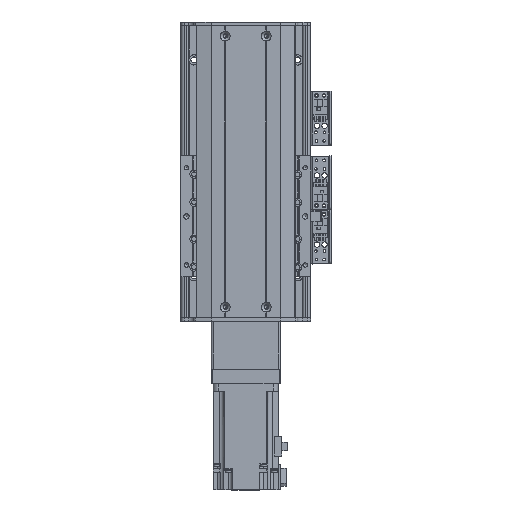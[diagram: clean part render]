
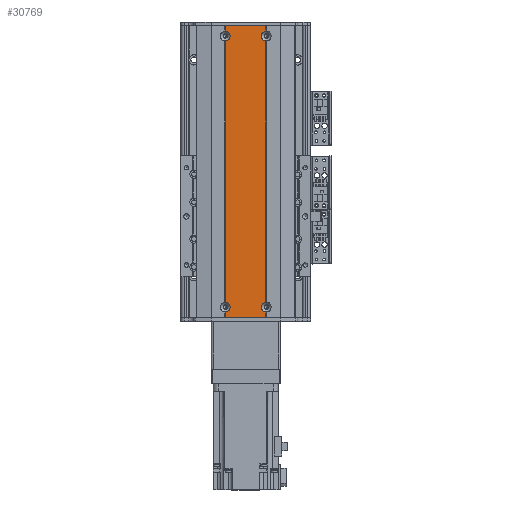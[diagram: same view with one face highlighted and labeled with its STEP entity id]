
A CAD part, top view. The second image highlights one B-rep face of the part: STEP entity #30769.
In plain terms, the highlighted face is planar.
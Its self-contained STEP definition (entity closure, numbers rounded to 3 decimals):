
#3318=CIRCLE('',#33924,4.55);
#3320=CIRCLE('',#33926,4.55);
#3323=CIRCLE('',#33931,4.55);
#3325=CIRCLE('',#33933,4.55);
#3331=CIRCLE('',#33941,4.55);
#3336=CIRCLE('',#33948,4.55);
#4970=FACE_OUTER_BOUND('',#6894,.T.);
#6894=EDGE_LOOP('',(#25415,#25416,#25417,#25418,#25419,#25420,#25421,#25422,
#25423,#25424,#25425,#25426,#25427,#25428));
#9088=LINE('',#51544,#11567);
#9091=LINE('',#51549,#11570);
#9094=LINE('',#51555,#11573);
#9096=LINE('',#51558,#11575);
#9129=LINE('',#51653,#11608);
#9200=LINE('',#51819,#11679);
#9201=LINE('',#51821,#11680);
#9202=LINE('',#51822,#11681);
#11567=VECTOR('',#40844,10.);
#11570=VECTOR('',#40849,10.);
#11573=VECTOR('',#40854,10.);
#11575=VECTOR('',#40858,10.);
#11608=VECTOR('',#40925,10.);
#11679=VECTOR('',#41106,10.);
#11680=VECTOR('',#41109,10.);
#11681=VECTOR('',#41110,10.);
#14402=VERTEX_POINT('',#51409);
#14403=VERTEX_POINT('',#51413);
#14405=VERTEX_POINT('',#51418);
#14411=VERTEX_POINT('',#51439);
#14412=VERTEX_POINT('',#51443);
#14414=VERTEX_POINT('',#51448);
#14419=VERTEX_POINT('',#51465);
#14425=VERTEX_POINT('',#51484);
#14428=VERTEX_POINT('',#51495);
#14434=VERTEX_POINT('',#51514);
#14442=VERTEX_POINT('',#51543);
#14443=VERTEX_POINT('',#51547);
#14445=VERTEX_POINT('',#51553);
#14490=VERTEX_POINT('',#51651);
#18181=EDGE_CURVE('',#14403,#14402,#3318,.T.);
#18184=EDGE_CURVE('',#14405,#14403,#3320,.T.);
#18192=EDGE_CURVE('',#14412,#14411,#3323,.T.);
#18195=EDGE_CURVE('',#14414,#14412,#3325,.T.);
#18209=EDGE_CURVE('',#14419,#14425,#3331,.T.);
#18220=EDGE_CURVE('',#14428,#14434,#3336,.T.);
#18233=EDGE_CURVE('',#14405,#14442,#9088,.T.);
#18236=EDGE_CURVE('',#14443,#14411,#9091,.T.);
#18239=EDGE_CURVE('',#14434,#14445,#9094,.T.);
#18241=EDGE_CURVE('',#14425,#14428,#9096,.T.);
#18288=EDGE_CURVE('',#14490,#14443,#9129,.T.);
#18372=EDGE_CURVE('',#14490,#14419,#9200,.T.);
#18373=EDGE_CURVE('',#14414,#14402,#9201,.T.);
#18374=EDGE_CURVE('',#14442,#14445,#9202,.T.);
#25415=ORIENTED_EDGE('',*,*,#18184,.T.);
#25416=ORIENTED_EDGE('',*,*,#18181,.T.);
#25417=ORIENTED_EDGE('',*,*,#18373,.F.);
#25418=ORIENTED_EDGE('',*,*,#18195,.T.);
#25419=ORIENTED_EDGE('',*,*,#18192,.T.);
#25420=ORIENTED_EDGE('',*,*,#18236,.F.);
#25421=ORIENTED_EDGE('',*,*,#18288,.F.);
#25422=ORIENTED_EDGE('',*,*,#18372,.T.);
#25423=ORIENTED_EDGE('',*,*,#18209,.T.);
#25424=ORIENTED_EDGE('',*,*,#18241,.T.);
#25425=ORIENTED_EDGE('',*,*,#18220,.T.);
#25426=ORIENTED_EDGE('',*,*,#18239,.T.);
#25427=ORIENTED_EDGE('',*,*,#18374,.F.);
#25428=ORIENTED_EDGE('',*,*,#18233,.F.);
#29409=PLANE('',#34030);
#30769=ADVANCED_FACE('',(#4970),#29409,.T.);
#33924=AXIS2_PLACEMENT_3D('',#51414,#40764,#40765);
#33926=AXIS2_PLACEMENT_3D('',#51419,#40769,#40770);
#33931=AXIS2_PLACEMENT_3D('',#51444,#40780,#40781);
#33933=AXIS2_PLACEMENT_3D('',#51449,#40785,#40786);
#33941=AXIS2_PLACEMENT_3D('',#51488,#40803,#40804);
#33948=AXIS2_PLACEMENT_3D('',#51518,#40819,#40820);
#34030=AXIS2_PLACEMENT_3D('',#51820,#41107,#41108);
#40764=DIRECTION('center_axis',(0.,-1.,0.));
#40765=DIRECTION('ref_axis',(1.,0.,0.));
#40769=DIRECTION('center_axis',(0.,-1.,0.));
#40770=DIRECTION('ref_axis',(1.,0.,0.));
#40780=DIRECTION('center_axis',(0.,-1.,0.));
#40781=DIRECTION('ref_axis',(1.,0.,0.));
#40785=DIRECTION('center_axis',(0.,-1.,0.));
#40786=DIRECTION('ref_axis',(1.,0.,0.));
#40803=DIRECTION('center_axis',(0.,-1.,0.));
#40804=DIRECTION('ref_axis',(1.,0.,0.));
#40819=DIRECTION('center_axis',(0.,-1.,0.));
#40820=DIRECTION('ref_axis',(1.,0.,0.));
#40844=DIRECTION('',(0.,0.,1.));
#40849=DIRECTION('',(0.,0.,1.));
#40854=DIRECTION('',(0.,0.,1.));
#40858=DIRECTION('',(0.,0.,1.));
#40925=DIRECTION('',(1.,0.,0.));
#41106=DIRECTION('',(0.,0.,1.));
#41107=DIRECTION('center_axis',(0.,1.,0.));
#41108=DIRECTION('ref_axis',(-1.,0.,0.));
#41109=DIRECTION('',(0.,0.,1.));
#41110=DIRECTION('',(-1.,0.,0.));
#51409=CARTESIAN_POINT('',(18.5,2.5,120.978));
#51413=CARTESIAN_POINT('',(14.45,2.5,125.5));
#51414=CARTESIAN_POINT('Origin',(19.,2.5,125.5));
#51418=CARTESIAN_POINT('',(18.5,2.5,130.022));
#51419=CARTESIAN_POINT('Origin',(19.,2.5,125.5));
#51439=CARTESIAN_POINT('',(18.5,2.5,-130.022));
#51443=CARTESIAN_POINT('',(14.45,2.5,-125.5));
#51444=CARTESIAN_POINT('Origin',(19.,2.5,-125.5));
#51448=CARTESIAN_POINT('',(18.5,2.5,-120.978));
#51449=CARTESIAN_POINT('Origin',(19.,2.5,-125.5));
#51465=CARTESIAN_POINT('',(-18.5,2.5,-130.022));
#51484=CARTESIAN_POINT('',(-18.5,2.5,-120.978));
#51488=CARTESIAN_POINT('Origin',(-19.,2.5,-125.5));
#51495=CARTESIAN_POINT('',(-18.5,2.5,120.978));
#51514=CARTESIAN_POINT('',(-18.5,2.5,130.022));
#51518=CARTESIAN_POINT('Origin',(-19.,2.5,125.5));
#51543=CARTESIAN_POINT('',(18.5,2.5,135.5));
#51544=CARTESIAN_POINT('',(18.5,2.5,0.));
#51547=CARTESIAN_POINT('',(18.5,2.5,-135.5));
#51549=CARTESIAN_POINT('',(18.5,2.5,0.));
#51553=CARTESIAN_POINT('',(-18.5,2.5,135.5));
#51555=CARTESIAN_POINT('',(-18.5,2.5,0.));
#51558=CARTESIAN_POINT('',(-18.5,2.5,0.));
#51651=CARTESIAN_POINT('',(-18.5,2.5,-135.5));
#51653=CARTESIAN_POINT('',(18.5,2.5,-135.5));
#51819=CARTESIAN_POINT('',(-18.5,2.5,0.));
#51820=CARTESIAN_POINT('Origin',(18.5,2.5,0.));
#51821=CARTESIAN_POINT('',(18.5,2.5,0.));
#51822=CARTESIAN_POINT('',(18.5,2.5,135.5));
